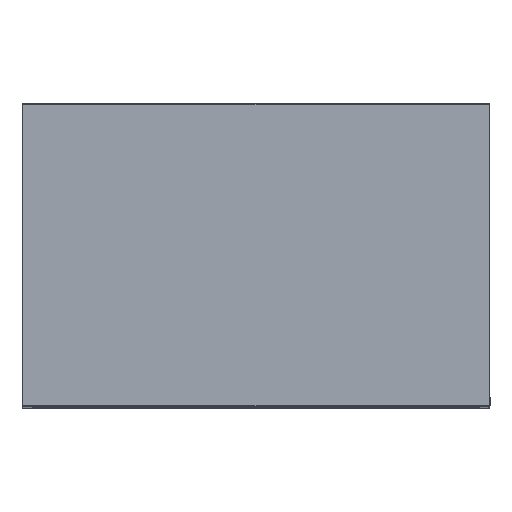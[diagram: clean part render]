
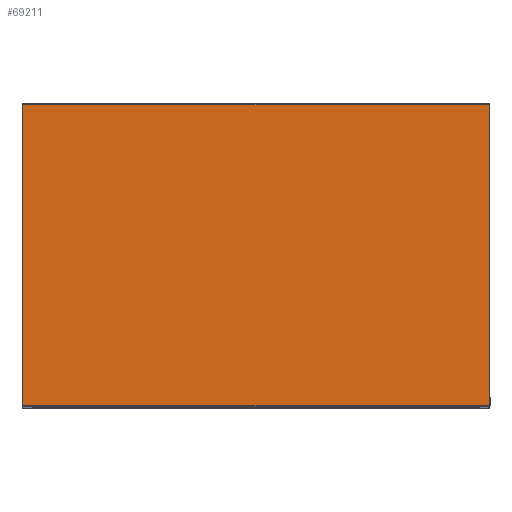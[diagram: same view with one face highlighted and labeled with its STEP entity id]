
A CAD part, top view. The second image highlights one B-rep face of the part: STEP entity #69211.
In plain terms, the highlighted planar face has unit normal (0, 0, 1).
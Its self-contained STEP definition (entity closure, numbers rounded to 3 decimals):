
#68950=CARTESIAN_POINT('',(552.403,3475.748,936.));
#68951=VERTEX_POINT('',#68950);
#68958=CARTESIAN_POINT('',(552.61,3475.541,936.));
#68959=VERTEX_POINT('',#68958);
#68960=CARTESIAN_POINT('',(552.403,3475.748,936.));
#68961=DIRECTION('',(0.707,-0.707,0.0));
#68962=VECTOR('',#68961,0.293);
#68963=LINE('',#68960,#68962);
#68964=EDGE_CURVE('',#68951,#68959,#68963,.T.);
#68981=CARTESIAN_POINT('',(135.817,3475.748,936.));
#68982=VERTEX_POINT('',#68981);
#68989=CARTESIAN_POINT('',(135.817,3475.748,936.));
#68990=DIRECTION('',(1.0,0.0,0.0));
#68991=VECTOR('',#68990,416.586);
#68992=LINE('',#68989,#68991);
#68993=EDGE_CURVE('',#68982,#68951,#68992,.T.);
#69004=CARTESIAN_POINT('',(552.61,3206.956,936.));
#69005=VERTEX_POINT('',#69004);
#69006=CARTESIAN_POINT('',(552.61,3475.541,936.));
#69007=DIRECTION('',(0.0,-1.0,0.0));
#69008=VECTOR('',#69007,268.586);
#69009=LINE('',#69006,#69008);
#69010=EDGE_CURVE('',#68959,#69005,#69009,.T.);
#69036=CARTESIAN_POINT('',(135.61,3475.541,936.));
#69037=VERTEX_POINT('',#69036);
#69044=CARTESIAN_POINT('',(135.61,3475.541,936.));
#69045=DIRECTION('',(0.707,0.707,0.0));
#69046=VECTOR('',#69045,0.293);
#69047=LINE('',#69044,#69046);
#69048=EDGE_CURVE('',#69037,#68982,#69047,.T.);
#69067=CARTESIAN_POINT('',(135.61,3206.956,936.));
#69068=VERTEX_POINT('',#69067);
#69075=CARTESIAN_POINT('',(135.61,3206.956,936.));
#69076=DIRECTION('',(0.0,1.0,0.0));
#69077=VECTOR('',#69076,268.586);
#69078=LINE('',#69075,#69077);
#69079=EDGE_CURVE('',#69068,#69037,#69078,.T.);
#69098=CARTESIAN_POINT('',(135.817,3206.748,936.));
#69099=VERTEX_POINT('',#69098);
#69106=CARTESIAN_POINT('',(135.817,3206.748,936.));
#69107=DIRECTION('',(-0.707,0.707,0.0));
#69108=VECTOR('',#69107,0.293);
#69109=LINE('',#69106,#69108);
#69110=EDGE_CURVE('',#69099,#69068,#69109,.T.);
#69121=CARTESIAN_POINT('',(552.403,3206.748,936.));
#69122=VERTEX_POINT('',#69121);
#69123=CARTESIAN_POINT('',(552.403,3206.748,936.));
#69124=DIRECTION('',(-1.0,0.0,0.0));
#69125=VECTOR('',#69124,416.586);
#69126=LINE('',#69123,#69125);
#69127=EDGE_CURVE('',#69122,#69099,#69126,.T.);
#69150=CARTESIAN_POINT('',(552.61,3206.956,936.));
#69151=DIRECTION('',(-0.707,-0.707,0.0));
#69152=VECTOR('',#69151,0.293);
#69153=LINE('',#69150,#69152);
#69154=EDGE_CURVE('',#69005,#69122,#69153,.T.);
#69196=CARTESIAN_POINT('',(344.11,3341.248,936.));
#69197=DIRECTION('',(0.0,0.0,-1.0));
#69198=DIRECTION('',(1.0,0.0,0.0));
#69199=AXIS2_PLACEMENT_3D('',#69196,#69197,#69198);
#69200=PLANE('',#69199);
#69201=ORIENTED_EDGE('',*,*,#68964,.F.);
#69202=ORIENTED_EDGE('',*,*,#68993,.F.);
#69203=ORIENTED_EDGE('',*,*,#69048,.F.);
#69204=ORIENTED_EDGE('',*,*,#69079,.F.);
#69205=ORIENTED_EDGE('',*,*,#69110,.F.);
#69206=ORIENTED_EDGE('',*,*,#69127,.F.);
#69207=ORIENTED_EDGE('',*,*,#69154,.F.);
#69208=ORIENTED_EDGE('',*,*,#69010,.F.);
#69209=EDGE_LOOP('',(#69201,#69202,#69203,#69204,#69205,#69206,#69207,#69208));
#69210=FACE_OUTER_BOUND('',#69209,.T.);
#69211=ADVANCED_FACE('',(#69210),#69200,.F.);
